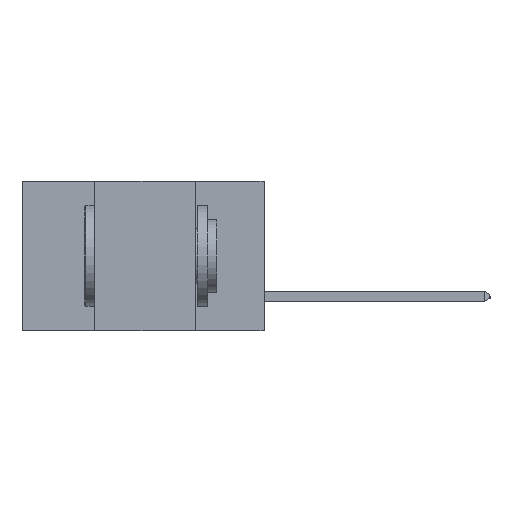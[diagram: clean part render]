
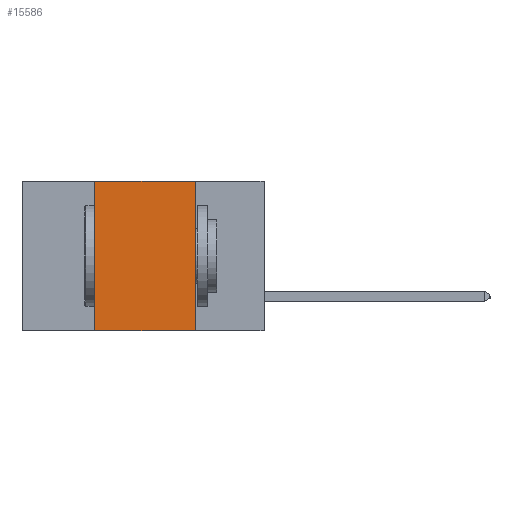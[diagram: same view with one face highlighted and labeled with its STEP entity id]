
A CAD part, left-side view. The second image highlights one B-rep face of the part: STEP entity #15586.
In plain terms, the highlighted planar face has unit normal (-1, 0, 0).
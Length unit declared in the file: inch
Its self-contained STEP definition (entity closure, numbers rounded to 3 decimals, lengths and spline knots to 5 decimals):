
#205 = CARTESIAN_POINT ( 'NONE',  ( 0., 0.17, -0.37 ) ) ;
#791 = ORIENTED_EDGE ( 'NONE', *, *, #6037, .T. ) ;
#1426 = VERTEX_POINT ( 'NONE', #205 ) ;
#1483 = EDGE_CURVE ( 'NONE', #13163, #1426, #2620, .T. ) ;
#2139 = EDGE_CURVE ( 'NONE', #13301, #13163, #3925, .T. ) ;
#2197 = VECTOR ( 'NONE', #7142, 39.37008 ) ;
#2270 = CARTESIAN_POINT ( 'NONE',  ( 0., 0.42, 0. ) ) ;
#2620 = LINE ( 'NONE', #9868, #2197 ) ;
#3388 = CARTESIAN_POINT ( 'NONE',  ( 0., 0.42, 0. ) ) ;
#3434 = DIRECTION ( 'NONE',  ( 0., 0., 1. ) ) ;
#3570 = FACE_OUTER_BOUND ( 'NONE', #7762, .T. ) ;
#3925 = LINE ( 'NONE', #12227, #7035 ) ;
#4222 = EDGE_CURVE ( 'NONE', #5664, #13301, #5191, .T. ) ;
#4498 = VECTOR ( 'NONE', #10161, 39.37008 ) ;
#4677 = CARTESIAN_POINT ( 'NONE',  ( 0., 0.6, 0. ) ) ;
#5191 = LINE ( 'NONE', #3388, #11550 ) ;
#5664 = VERTEX_POINT ( 'NONE', #9493 ) ;
#6037 = EDGE_CURVE ( 'NONE', #5664, #1426, #8356, .T. ) ;
#6295 = ORIENTED_EDGE ( 'NONE', *, *, #2139, .F. ) ;
#6689 = ORIENTED_EDGE ( 'NONE', *, *, #4222, .F. ) ;
#7035 = VECTOR ( 'NONE', #8656, 39.37008 ) ;
#7142 = DIRECTION ( 'NONE',  ( 0., 0., -1. ) ) ;
#7287 = DIRECTION ( 'NONE',  ( 1., 0., 0. ) ) ;
#7762 = EDGE_LOOP ( 'NONE', ( #12650, #6295, #6689, #791 ) ) ;
#8356 = LINE ( 'NONE', #9993, #4498 ) ;
#8656 = DIRECTION ( 'NONE',  ( 0., -1., 0. ) ) ;
#9493 = CARTESIAN_POINT ( 'NONE',  ( 0., 0.42, -0.37 ) ) ;
#9868 = CARTESIAN_POINT ( 'NONE',  ( 0., 0.17, 0. ) ) ;
#9993 = CARTESIAN_POINT ( 'NONE',  ( 0., 0.6, -0.37 ) ) ;
#10161 = DIRECTION ( 'NONE',  ( 0., -1., 0. ) ) ;
#11102 = CARTESIAN_POINT ( 'NONE',  ( 0., 0.17, 0. ) ) ;
#11550 = VECTOR ( 'NONE', #3434, 39.37008 ) ;
#12227 = CARTESIAN_POINT ( 'NONE',  ( 0., 0.6, 0. ) ) ;
#12650 = ORIENTED_EDGE ( 'NONE', *, *, #1483, .F. ) ;
#13163 = VERTEX_POINT ( 'NONE', #11102 ) ;
#13301 = VERTEX_POINT ( 'NONE', #2270 ) ;
#14221 = AXIS2_PLACEMENT_3D ( 'NONE', #4677, #7287, #16054 ) ;
#14854 = PLANE ( 'NONE',  #14221 ) ;
#15586 = ADVANCED_FACE ( 'NONE', ( #3570 ), #14854, .F. ) ;
#16054 = DIRECTION ( 'NONE',  ( 0., 0., -1. ) ) ;
